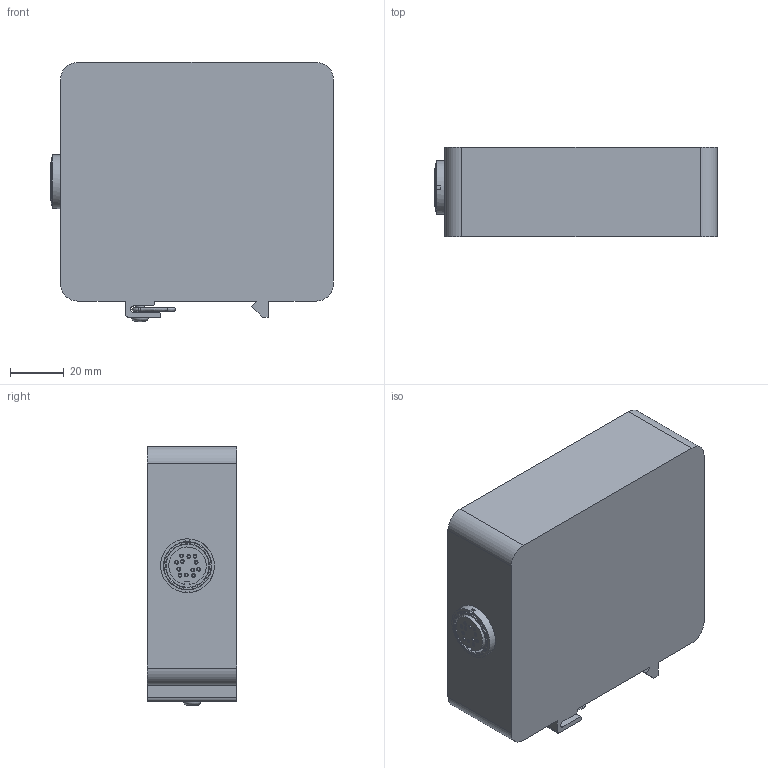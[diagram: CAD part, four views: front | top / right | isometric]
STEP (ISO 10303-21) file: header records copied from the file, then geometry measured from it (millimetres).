
FILE_DESCRIPTION(/* description */ (''),/* implementation_level */ '2;1');
FILE_NAME(/* name */ 'Assembly-A.stp',/* time_stamp */ '2015-05-06T09:00:46-07:00',/* author */ ('steve'),/* organization */ (''),/* preprocessor_version */ 'ST-DEVELOPER v15.2',/* originating_system */ 'Autodesk Inventor 2014',/* authorisation */ '');
FILE_SCHEMA (('AUTOMOTIVE_DESIGN { 1 0 10303 214 3 1 1 }'));
Length unit declared in the file: inch
Products named in the file (7): FM3670-A; FM3671; 09-0132-90-12; 670680000; FM3718; Black Nylon Rivet; Assembly-A
Bounding box: 105.34 x 33.32 x 96.55 mm (x, y, z)
Volume: 114994.6 mm3; surface area: 63276.6 mm2
Topology: 6 solids, 6 shells, 513 faces, 1264 edges, 837 vertices
Faces by surface type: plane 345, cylinder 138, cone 16, bspline 12, torus 2
Full cylindrical faces by diameter (mm): 0.6 x12, 0.7 x12, 1 x12, 2.159 x8, 3.048 x1, 3.429 x2, 3.683 x8, 14 x1, 16 x1, 16.4 x1, 18 x2, 20 x2
Entity records: 15228 total; most frequent: CARTESIAN_POINT 2919, DIRECTION 2553, ORIENTED_EDGE 2352, EDGE_CURVE 1176, AXIS2_PLACEMENT_3D 864, VERTEX_POINT 827, LINE 825, VECTOR 825
